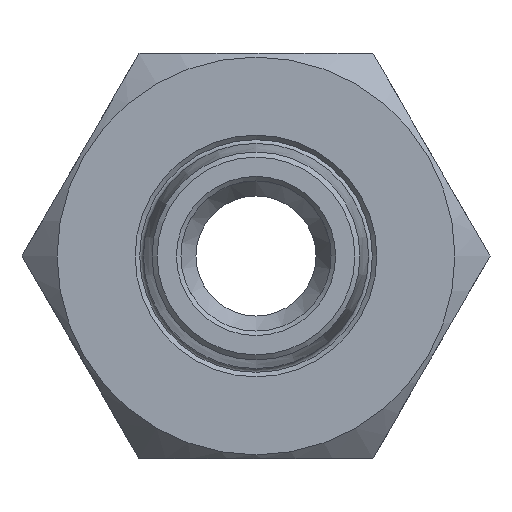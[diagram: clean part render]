
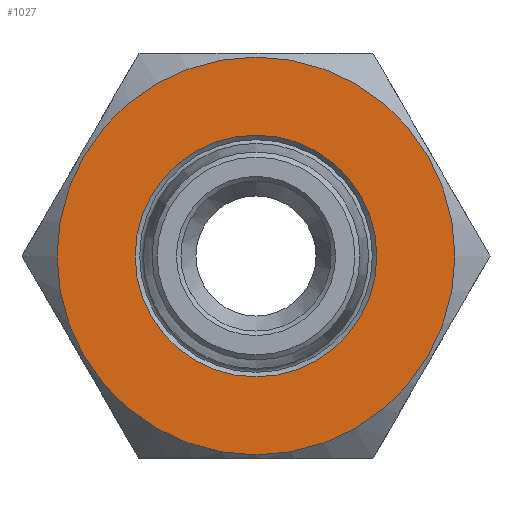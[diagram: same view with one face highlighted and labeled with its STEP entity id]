
A CAD part, left-side view. The second image highlights one B-rep face of the part: STEP entity #1027.
In plain terms, the highlighted planar face has unit normal (-1, 0, 0).
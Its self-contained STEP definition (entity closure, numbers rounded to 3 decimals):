
#45=FACE_BOUND('',#178,.T.);
#77=PLANE('',#1181);
#106=FACE_OUTER_BOUND('',#177,.T.);
#177=EDGE_LOOP('',(#742));
#178=EDGE_LOOP('',(#743));
#348=CIRCLE('',#1162,13.25);
#355=CIRCLE('',#1176,8.05);
#457=VERTEX_POINT('',#1775);
#463=VERTEX_POINT('',#1801);
#556=EDGE_CURVE('',#457,#457,#348,.T.);
#568=EDGE_CURVE('',#463,#463,#355,.T.);
#742=ORIENTED_EDGE('',*,*,#556,.T.);
#743=ORIENTED_EDGE('',*,*,#568,.F.);
#1027=ADVANCED_FACE('',(#106,#45),#77,.T.);
#1162=AXIS2_PLACEMENT_3D('',#1777,#1343,#1344);
#1176=AXIS2_PLACEMENT_3D('',#1802,#1376,#1377);
#1181=AXIS2_PLACEMENT_3D('',#1812,#1388,#1389);
#1343=DIRECTION('center_axis',(-1.,0.,0.));
#1344=DIRECTION('ref_axis',(0.,1.,0.));
#1376=DIRECTION('center_axis',(-1.,0.,0.));
#1377=DIRECTION('ref_axis',(0.,0.,-1.));
#1388=DIRECTION('center_axis',(-1.,0.,0.));
#1389=DIRECTION('ref_axis',(0.,0.,1.));
#1775=CARTESIAN_POINT('',(-13.5,-13.25,0.));
#1777=CARTESIAN_POINT('Origin',(-13.5,0.,0.));
#1801=CARTESIAN_POINT('',(-13.5,0.,8.05));
#1802=CARTESIAN_POINT('Origin',(-13.5,0.,0.));
#1812=CARTESIAN_POINT('Origin',(-13.5,0.,0.));
